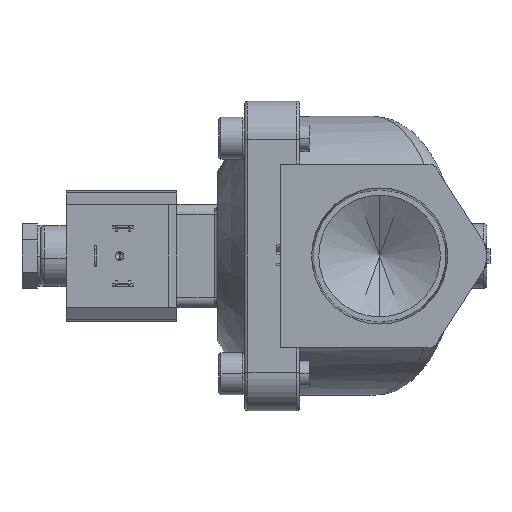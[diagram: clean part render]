
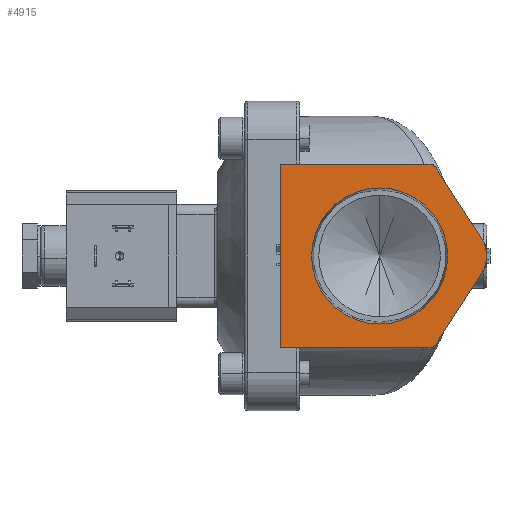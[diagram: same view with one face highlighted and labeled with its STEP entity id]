
A CAD part, left-side view. The second image highlights one B-rep face of the part: STEP entity #4915.
In plain terms, the highlighted planar face has unit normal (-1, 0, 0).
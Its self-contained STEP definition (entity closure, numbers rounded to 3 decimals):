
#61 = AXIS2_PLACEMENT_3D ( 'NONE', #11031, #7268, #6184 ) ;
#95 = EDGE_LOOP ( 'NONE', ( #2570, #1036, #9849, #11732, #6359, #9506, #3417, #1994 ) ) ;
#112 = CARTESIAN_POINT ( 'NONE',  ( -65.5, -33.3, -21.082 ) ) ;
#119 = DIRECTION ( 'NONE',  ( -1., 0., 0. ) ) ;
#248 = CARTESIAN_POINT ( 'NONE',  ( -65.5, -64.901, 5.425 ) ) ;
#268 = CIRCLE ( 'NONE', #14724, 2. ) ;
#652 = VECTOR ( 'NONE', #12961, 1000. ) ;
#1016 = CARTESIAN_POINT ( 'NONE',  ( -65.5, -48.911, 26.5 ) ) ;
#1036 = ORIENTED_EDGE ( 'NONE', *, *, #10656, .T. ) ;
#1297 = VECTOR ( 'NONE', #9394, 1000. ) ;
#1404 = CARTESIAN_POINT ( 'NONE',  ( -65.5, -50.591, 27.585 ) ) ;
#1511 = DIRECTION ( 'NONE',  ( 0., 0., 1. ) ) ;
#1763 = DIRECTION ( 'NONE',  ( 0., 0.542, 0.84 ) ) ;
#1832 = LINE ( 'NONE', #4558, #1297 ) ;
#1985 = EDGE_CURVE ( 'NONE', #4643, #7906, #12367, .T. ) ;
#1994 = ORIENTED_EDGE ( 'NONE', *, *, #15582, .T. ) ;
#2313 = AXIS2_PLACEMENT_3D ( 'NONE', #11693, #7603, #1511 ) ;
#2515 = CIRCLE ( 'NONE', #9046, 10. ) ;
#2540 = DIRECTION ( 'NONE',  ( 0., 0., 1. ) ) ;
#2567 = VERTEX_POINT ( 'NONE', #14374 ) ;
#2570 = ORIENTED_EDGE ( 'NONE', *, *, #15880, .T. ) ;
#2863 = CARTESIAN_POINT ( 'NONE',  ( -65.5, -56.5, 28.5 ) ) ;
#3314 = VERTEX_POINT ( 'NONE', #12525 ) ;
#3417 = ORIENTED_EDGE ( 'NONE', *, *, #5429, .T. ) ;
#3740 = EDGE_CURVE ( 'NONE', #13814, #3314, #8460, .T. ) ;
#3981 = CARTESIAN_POINT ( 'NONE',  ( -65.5, -33.3, 0. ) ) ;
#4217 = FACE_OUTER_BOUND ( 'NONE', #95, .T. ) ;
#4352 = EDGE_CURVE ( 'NONE', #3314, #13814, #12296, .T. ) ;
#4380 = CARTESIAN_POINT ( 'NONE',  ( -65.5, -64.901, -5.425 ) ) ;
#4474 = VECTOR ( 'NONE', #1763, 1000. ) ;
#4488 = EDGE_CURVE ( 'NONE', #9949, #7890, #1832, .T. ) ;
#4558 = CARTESIAN_POINT ( 'NONE',  ( -65.5, -2.5, 0. ) ) ;
#4643 = VERTEX_POINT ( 'NONE', #248 ) ;
#4897 = LINE ( 'NONE', #12279, #9525 ) ;
#4915 = ADVANCED_FACE ( 'NONE', ( #12839, #4217 ), #6681, .T. ) ;
#5025 = EDGE_LOOP ( 'NONE', ( #5651, #8970 ) ) ;
#5287 = DIRECTION ( 'NONE',  ( 0., 0., 1. ) ) ;
#5429 = EDGE_CURVE ( 'NONE', #7890, #14322, #5597, .T. ) ;
#5597 = LINE ( 'NONE', #15901, #10703 ) ;
#5651 = ORIENTED_EDGE ( 'NONE', *, *, #4352, .F. ) ;
#6184 = DIRECTION ( 'NONE',  ( 0., 0., 1. ) ) ;
#6359 = ORIENTED_EDGE ( 'NONE', *, *, #11311, .T. ) ;
#6681 = PLANE ( 'NONE',  #2313 ) ;
#7144 = CARTESIAN_POINT ( 'NONE',  ( -65.5, -48.911, -28.5 ) ) ;
#7268 = DIRECTION ( 'NONE',  ( -1., 0., 0. ) ) ;
#7468 = DIRECTION ( 'NONE',  ( -1., 0., 0. ) ) ;
#7483 = EDGE_CURVE ( 'NONE', #7906, #2567, #15132, .T. ) ;
#7603 = DIRECTION ( 'NONE',  ( -1., 0., 0. ) ) ;
#7890 = VERTEX_POINT ( 'NONE', #10185 ) ;
#7906 = VERTEX_POINT ( 'NONE', #1404 ) ;
#8186 = CARTESIAN_POINT ( 'NONE',  ( -65.5, -56.5, 0. ) ) ;
#8460 = CIRCLE ( 'NONE', #61, 21.082 ) ;
#8848 = CARTESIAN_POINT ( 'NONE',  ( -65.5, -48.911, -26.5 ) ) ;
#8899 = DIRECTION ( 'NONE',  ( 0., -0.542, 0.84 ) ) ;
#8970 = ORIENTED_EDGE ( 'NONE', *, *, #3740, .F. ) ;
#9046 = AXIS2_PLACEMENT_3D ( 'NONE', #8186, #10645, #14349 ) ;
#9098 = LINE ( 'NONE', #2863, #652 ) ;
#9394 = DIRECTION ( 'NONE',  ( 0., 0., -1. ) ) ;
#9506 = ORIENTED_EDGE ( 'NONE', *, *, #4488, .T. ) ;
#9525 = VECTOR ( 'NONE', #8899, 1000. ) ;
#9849 = ORIENTED_EDGE ( 'NONE', *, *, #1985, .T. ) ;
#9949 = VERTEX_POINT ( 'NONE', #12829 ) ;
#10132 = VERTEX_POINT ( 'NONE', #4380 ) ;
#10185 = CARTESIAN_POINT ( 'NONE',  ( -65.5, -2.5, -28.5 ) ) ;
#10645 = DIRECTION ( 'NONE',  ( -1., 0., 0. ) ) ;
#10656 = EDGE_CURVE ( 'NONE', #10132, #4643, #2515, .T. ) ;
#10703 = VECTOR ( 'NONE', #13490, 1000. ) ;
#11031 = CARTESIAN_POINT ( 'NONE',  ( -65.5, -33.3, 0. ) ) ;
#11113 = VERTEX_POINT ( 'NONE', #15736 ) ;
#11311 = EDGE_CURVE ( 'NONE', #2567, #9949, #9098, .T. ) ;
#11693 = CARTESIAN_POINT ( 'NONE',  ( -65.5, -56.5, 0. ) ) ;
#11708 = AXIS2_PLACEMENT_3D ( 'NONE', #1016, #13502, #14588 ) ;
#11732 = ORIENTED_EDGE ( 'NONE', *, *, #7483, .T. ) ;
#12279 = CARTESIAN_POINT ( 'NONE',  ( -65.5, -50.591, -27.585 ) ) ;
#12296 = CIRCLE ( 'NONE', #15458, 21.082 ) ;
#12367 = LINE ( 'NONE', #15408, #4474 ) ;
#12525 = CARTESIAN_POINT ( 'NONE',  ( -65.5, -33.3, 21.082 ) ) ;
#12829 = CARTESIAN_POINT ( 'NONE',  ( -65.5, -2.5, 28.5 ) ) ;
#12839 = FACE_BOUND ( 'NONE', #5025, .T. ) ;
#12961 = DIRECTION ( 'NONE',  ( 0., 1., 0. ) ) ;
#13490 = DIRECTION ( 'NONE',  ( 0., -1., 0. ) ) ;
#13502 = DIRECTION ( 'NONE',  ( -1., 0., 0. ) ) ;
#13814 = VERTEX_POINT ( 'NONE', #112 ) ;
#14322 = VERTEX_POINT ( 'NONE', #7144 ) ;
#14349 = DIRECTION ( 'NONE',  ( 0., 0., 1. ) ) ;
#14374 = CARTESIAN_POINT ( 'NONE',  ( -65.5, -48.911, 28.5 ) ) ;
#14588 = DIRECTION ( 'NONE',  ( 0., 0., 1. ) ) ;
#14724 = AXIS2_PLACEMENT_3D ( 'NONE', #8848, #7468, #2540 ) ;
#15132 = CIRCLE ( 'NONE', #11708, 2. ) ;
#15408 = CARTESIAN_POINT ( 'NONE',  ( -65.5, -64.901, 5.425 ) ) ;
#15458 = AXIS2_PLACEMENT_3D ( 'NONE', #3981, #119, #5287 ) ;
#15582 = EDGE_CURVE ( 'NONE', #14322, #11113, #268, .T. ) ;
#15736 = CARTESIAN_POINT ( 'NONE',  ( -65.5, -50.591, -27.585 ) ) ;
#15880 = EDGE_CURVE ( 'NONE', #11113, #10132, #4897, .T. ) ;
#15901 = CARTESIAN_POINT ( 'NONE',  ( -65.5, -56.5, -28.5 ) ) ;
